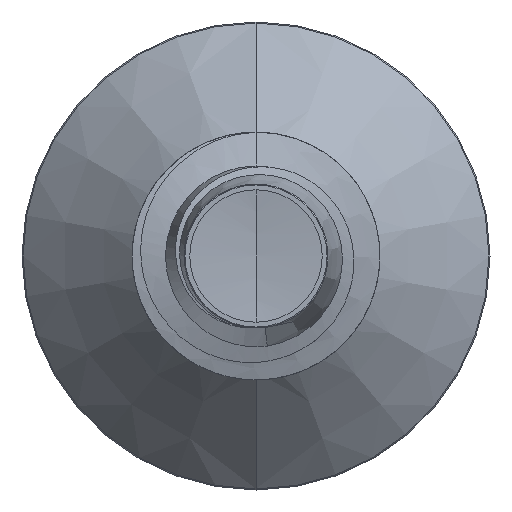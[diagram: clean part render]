
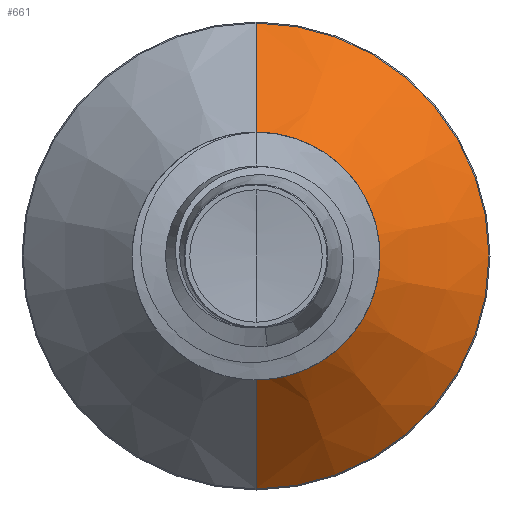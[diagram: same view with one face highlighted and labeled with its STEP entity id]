
A CAD part, front view. The second image highlights one B-rep face of the part: STEP entity #661.
In plain terms, the highlighted conical face has half-angle 45 degrees and reference radius 0.841 mm.
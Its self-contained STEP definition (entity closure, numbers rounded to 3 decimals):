
#62 = CARTESIAN_POINT ( 'NONE',  ( 0., 3.791, 0. ) ) ;
#428 = VECTOR ( 'NONE', #2322, 1000. ) ;
#446 = LINE ( 'NONE', #2613, #428 ) ;
#646 = DIRECTION ( 'NONE',  ( 0., 0.707, -0.707 ) ) ;
#661 = ADVANCED_FACE ( 'NONE', ( #1365 ), #1280, .T. ) ;
#1102 = ORIENTED_EDGE ( 'NONE', *, *, #8587, .T. ) ;
#1247 = AXIS2_PLACEMENT_3D ( 'NONE', #3261, #8788, #4274 ) ;
#1280 = CONICAL_SURFACE ( 'NONE', #5112, 0.841, 0.785 ) ;
#1365 = FACE_OUTER_BOUND ( 'NONE', #5144, .T. ) ;
#2120 = ORIENTED_EDGE ( 'NONE', *, *, #5540, .T. ) ;
#2154 = CARTESIAN_POINT ( 'NONE',  ( 0., 4.642, 1.692 ) ) ;
#2322 = DIRECTION ( 'NONE',  ( 0., 0.707, 0.707 ) ) ;
#2613 = CARTESIAN_POINT ( 'NONE',  ( 0., 3.791, 0.841 ) ) ;
#3060 = DIRECTION ( 'NONE',  ( 0., 1., 0. ) ) ;
#3261 = CARTESIAN_POINT ( 'NONE',  ( 0., 4.642, 0. ) ) ;
#3573 = DIRECTION ( 'NONE',  ( 0., 0., 1. ) ) ;
#3634 = EDGE_CURVE ( 'NONE', #8770, #4527, #446, .T. ) ;
#4274 = DIRECTION ( 'NONE',  ( 0., 0., 1. ) ) ;
#4411 = ORIENTED_EDGE ( 'NONE', *, *, #3634, .F. ) ;
#4527 = VERTEX_POINT ( 'NONE', #2154 ) ;
#5112 = AXIS2_PLACEMENT_3D ( 'NONE', #62, #5160, #3573 ) ;
#5144 = EDGE_LOOP ( 'NONE', ( #1102, #2120, #8239, #4411 ) ) ;
#5160 = DIRECTION ( 'NONE',  ( 0., 1., 0. ) ) ;
#5540 = EDGE_CURVE ( 'NONE', #10029, #10364, #7720, .T. ) ;
#6084 = EDGE_CURVE ( 'NONE', #4527, #10364, #8601, .T. ) ;
#7345 = VECTOR ( 'NONE', #646, 1000. ) ;
#7385 = CARTESIAN_POINT ( 'NONE',  ( 0., 3.791, -0.841 ) ) ;
#7474 = CIRCLE ( 'NONE', #9227, 0.841 ) ;
#7704 = CARTESIAN_POINT ( 'NONE',  ( 0., 3.791, -0.841 ) ) ;
#7720 = LINE ( 'NONE', #7385, #7345 ) ;
#8055 = CARTESIAN_POINT ( 'NONE',  ( 0., 3.791, 0. ) ) ;
#8239 = ORIENTED_EDGE ( 'NONE', *, *, #6084, .F. ) ;
#8587 = EDGE_CURVE ( 'NONE', #8770, #10029, #7474, .T. ) ;
#8601 = CIRCLE ( 'NONE', #1247, 1.692 ) ;
#8670 = DIRECTION ( 'NONE',  ( 0., 0., 1. ) ) ;
#8770 = VERTEX_POINT ( 'NONE', #9307 ) ;
#8788 = DIRECTION ( 'NONE',  ( 0., 1., 0. ) ) ;
#8875 = CARTESIAN_POINT ( 'NONE',  ( 0., 4.642, -1.692 ) ) ;
#9227 = AXIS2_PLACEMENT_3D ( 'NONE', #8055, #3060, #8670 ) ;
#9307 = CARTESIAN_POINT ( 'NONE',  ( 0., 3.791, 0.841 ) ) ;
#10029 = VERTEX_POINT ( 'NONE', #7704 ) ;
#10364 = VERTEX_POINT ( 'NONE', #8875 ) ;
